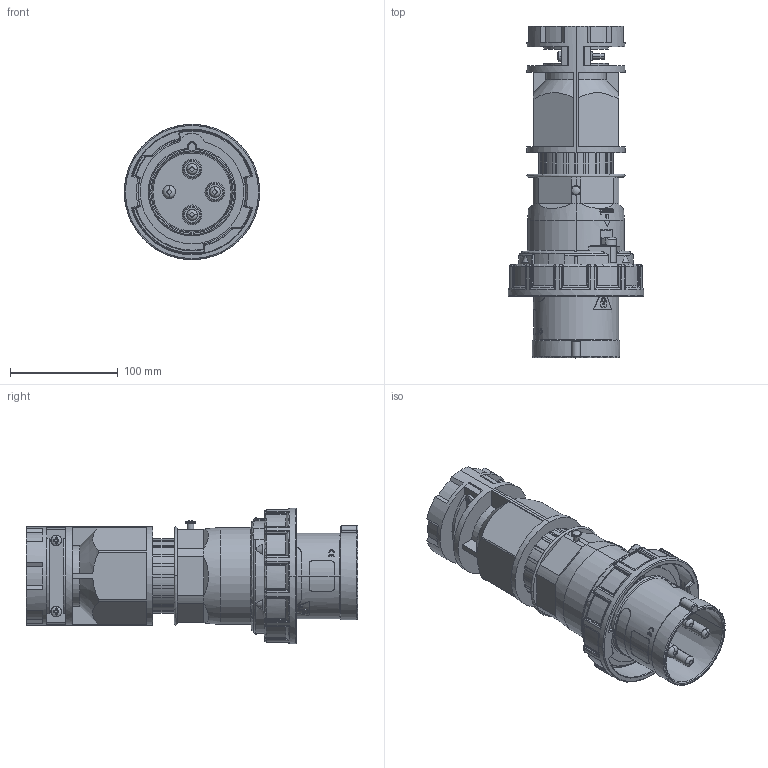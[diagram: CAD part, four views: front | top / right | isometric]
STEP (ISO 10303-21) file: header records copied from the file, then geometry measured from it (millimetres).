
FILE_DESCRIPTION (( 'STEP AP203' ), '1' );
FILE_NAME ('BRY4100P9W.step', '2022-08-17T19:29:15', ( '' ), ( '' ), 'SwSTEP 2.0', 'SolidWorks 2021', '' );
FILE_SCHEMA (( 'CONFIG_CONTROL_DESIGN' ));
Length unit declared in the file: millimetre
Products named in the file (1): BRY4100P9W
Bounding box: 125.5 x 307.75 x 125.5 mm (x, y, z)
Volume: 1146891.2 mm3; surface area: 218606.7 mm2
Topology: 6 solids, 6 shells, 1386 faces, 3680 edges, 2323 vertices
Faces by surface type: cylinder 470, plane 405, bspline 217, torus 136, cone 96, sphere 62
Entity records: 58360 total; most frequent: CARTESIAN_POINT 25913, ORIENTED_EDGE 7252, DIRECTION 6171, EDGE_CURVE 3626, AXIS2_PLACEMENT_3D 2375, VERTEX_POINT 2308, EDGE_LOOP 1456, VECTOR 1421
